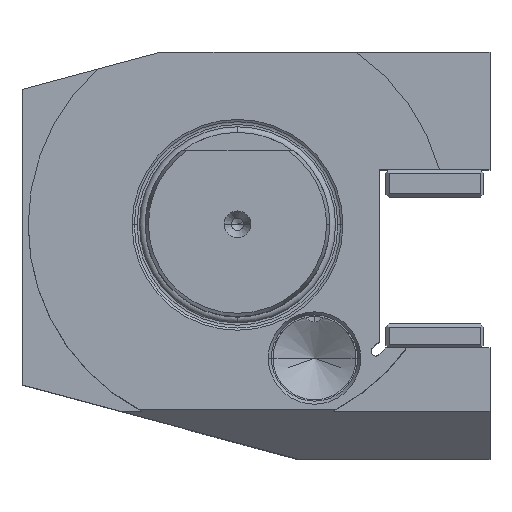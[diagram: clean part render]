
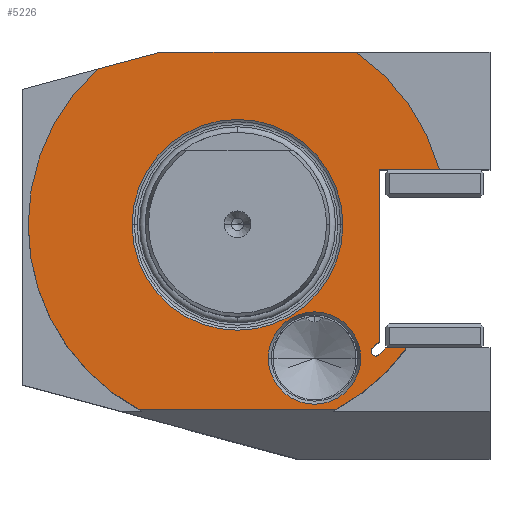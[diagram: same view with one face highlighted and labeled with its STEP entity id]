
A CAD part, top view. The second image highlights one B-rep face of the part: STEP entity #5226.
In plain terms, the highlighted planar face has unit normal (0, 0, 1).
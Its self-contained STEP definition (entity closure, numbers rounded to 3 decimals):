
#316=CARTESIAN_POINT('',(22.434,-20.566,-55));
#317=DIRECTION('',(0,0,-1));
#318=DIRECTION('',(0.707,-0.707,0));
#319=AXIS2_PLACEMENT_3D('',#316,#317,#318);
#321=DIRECTION('',(-0.707,-0.707,0));
#322=VECTOR('',#321,1.55);
#323=CARTESIAN_POINT('',(24.061,-20,-55));
#324=LINE('',#323,#322);
#325=DIRECTION('',(-1,0,0));
#326=VECTOR('',#325,3.435);
#327=CARTESIAN_POINT('',(27.495,-20,-55));
#328=LINE('',#327,#326);
#329=CARTESIAN_POINT('',(0,0,-55));
#330=DIRECTION('',(0,0,1));
#331=DIRECTION('',(0.471,-0.882,0));
#332=AXIS2_PLACEMENT_3D('',#329,#330,#331);
#334=CARTESIAN_POINT('',(0,0,-55));
#335=DIRECTION('',(0,0,1));
#336=DIRECTION('',(-1,0,0));
#337=AXIS2_PLACEMENT_3D('',#334,#335,#336);
#339=CARTESIAN_POINT('',(0,0,-55));
#340=DIRECTION('',(0,0,1));
#341=DIRECTION('',(-0.668,0.744,0));
#342=AXIS2_PLACEMENT_3D('',#339,#340,#341);
#344=DIRECTION('',(-0.966,-0.259,0));
#345=VECTOR('',#344,10.475);
#346=CARTESIAN_POINT('',(-12.608,28,-55));
#347=LINE('',#346,#345);
#348=DIRECTION('',(-1,0,0));
#349=VECTOR('',#348,31.895);
#350=CARTESIAN_POINT('',(19.287,28,-55));
#351=LINE('',#350,#349);
#352=CARTESIAN_POINT('',(0,0,-55));
#353=DIRECTION('',(0,0,1));
#354=DIRECTION('',(0.964,0.265,0));
#355=AXIS2_PLACEMENT_3D('',#352,#353,#354);
#357=DIRECTION('',(1,0,0));
#358=VECTOR('',#357,9.787);
#359=CARTESIAN_POINT('',(23,9,-55));
#360=LINE('',#359,#358);
#361=DIRECTION('',(0,1,0));
#362=VECTOR('',#361,27.939);
#363=CARTESIAN_POINT('',(23,-18.939,-55));
#364=LINE('',#363,#362);
#365=DIRECTION('',(0.707,0.707,0));
#366=VECTOR('',#365,1.55);
#367=CARTESIAN_POINT('',(21.904,-20.035,-55));
#368=LINE('',#367,#366);
#369=CARTESIAN_POINT('',(22.434,-20.566,-55));
#370=DIRECTION('',(0,0,-1));
#371=DIRECTION('',(-1,0,0));
#372=AXIS2_PLACEMENT_3D('',#369,#370,#371);
#374=CARTESIAN_POINT('',(12.5,-21.628,-55));
#375=DIRECTION('',(0,0,-1));
#376=DIRECTION('',(-1,0,0));
#377=AXIS2_PLACEMENT_3D('',#374,#375,#376);
#379=CARTESIAN_POINT('',(12.5,-21.628,-55));
#380=DIRECTION('',(0,0,-1));
#381=DIRECTION('',(1,0,0));
#382=AXIS2_PLACEMENT_3D('',#379,#380,#381);
#384=CARTESIAN_POINT('',(0,0,-55));
#385=DIRECTION('',(0,0,-1));
#386=DIRECTION('',(-1,0,0));
#387=AXIS2_PLACEMENT_3D('',#384,#385,#386);
#389=CARTESIAN_POINT('',(0,0,-55));
#390=DIRECTION('',(0,0,-1));
#391=DIRECTION('',(1,0,0));
#392=AXIS2_PLACEMENT_3D('',#389,#390,#391);
#486=DIRECTION('',(-1,0,0));
#487=VECTOR('',#486,32);
#488=CARTESIAN_POINT('',(16,-30,-55));
#489=LINE('',#488,#487);
#493=CARTESIAN_POINT('',(16,-30,-55));
#4347=CARTESIAN_POINT('',(-22.726,25.289,-55));
#4348=CARTESIAN_POINT('',(-34,0,-55));
#4349=VERTEX_POINT('',#4347);
#4350=VERTEX_POINT('',#4348);
#4351=CARTESIAN_POINT('',(-16,-30,-55));
#4352=VERTEX_POINT('',#4351);
#4371=CARTESIAN_POINT('',(-12.608,28,-55));
#4372=VERTEX_POINT('',#4371);
#4382=VERTEX_POINT('',#493);
#4387=CARTESIAN_POINT('',(24.061,-20,-55));
#4388=CARTESIAN_POINT('',(22.965,-21.096,-55));
#4389=VERTEX_POINT('',#4387);
#4390=VERTEX_POINT('',#4388);
#4427=CARTESIAN_POINT('',(27.495,-20,-55));
#4428=VERTEX_POINT('',#4427);
#4437=CARTESIAN_POINT('',(32.787,9,-55));
#4438=CARTESIAN_POINT('',(19.287,28,-55));
#4439=VERTEX_POINT('',#4437);
#4440=VERTEX_POINT('',#4438);
#4467=CARTESIAN_POINT('',(-17.121,0,-55));
#4468=CARTESIAN_POINT('',(17.121,0,-55));
#4469=VERTEX_POINT('',#4467);
#4470=VERTEX_POINT('',#4468);
#4481=CARTESIAN_POINT('',(23,9,-55));
#4482=VERTEX_POINT('',#4481);
#4499=CARTESIAN_POINT('',(23,-18.939,-55));
#4501=VERTEX_POINT('',#4499);
#4711=CARTESIAN_POINT('',(5,-21.628,-55));
#4712=VERTEX_POINT('',#4711);
#4713=CARTESIAN_POINT('',(20,-21.628,-55));
#4714=VERTEX_POINT('',#4713);
#4715=CARTESIAN_POINT('',(21.684,-20.566,-55));
#4716=VERTEX_POINT('',#4715);
#4717=CARTESIAN_POINT('',(21.904,-20.035,-55));
#4718=VERTEX_POINT('',#4717);
#5184=CARTESIAN_POINT('',(0,17.121,-55));
#5185=DIRECTION('',(0,0,-1));
#5186=DIRECTION('',(-1,0,0));
#5187=AXIS2_PLACEMENT_3D('',#5184,#5185,#5186);
#5188=PLANE('',#5187);
#5190=ORIENTED_EDGE('',*,*,#5189,.F.);
#5192=ORIENTED_EDGE('',*,*,#5191,.F.);
#5194=ORIENTED_EDGE('',*,*,#5193,.F.);
#5196=ORIENTED_EDGE('',*,*,#5195,.F.);
#5198=ORIENTED_EDGE('',*,*,#5197,.T.);
#5200=ORIENTED_EDGE('',*,*,#5199,.F.);
#5202=ORIENTED_EDGE('',*,*,#5201,.F.);
#5204=ORIENTED_EDGE('',*,*,#5203,.F.);
#5205=ORIENTED_EDGE('',*,*,#5031,.F.);
#5207=ORIENTED_EDGE('',*,*,#5206,.F.);
#5208=ORIENTED_EDGE('',*,*,#5103,.F.);
#5209=ORIENTED_EDGE('',*,*,#5131,.F.);
#5210=ORIENTED_EDGE('',*,*,#5161,.F.);
#5211=ORIENTED_EDGE('',*,*,#5174,.F.);
#5212=EDGE_LOOP('',(#5190,#5192,#5194,#5196,#5198,#5200,#5202,#5204,#5205,#5207,
#5208,#5209,#5210,#5211));
#5213=FACE_OUTER_BOUND('',#5212,.F.);
#5215=ORIENTED_EDGE('',*,*,#5214,.F.);
#5217=ORIENTED_EDGE('',*,*,#5216,.F.);
#5218=EDGE_LOOP('',(#5215,#5217));
#5219=FACE_BOUND('',#5218,.F.);
#5221=ORIENTED_EDGE('',*,*,#5220,.F.);
#5223=ORIENTED_EDGE('',*,*,#5222,.F.);
#5224=EDGE_LOOP('',(#5221,#5223));
#5225=FACE_BOUND('',#5224,.F.);
#5226=ADVANCED_FACE('',(#5213,#5219,#5225),#5188,.F.);
#320=CIRCLE('',#319,0.75);
#333=CIRCLE('',#332,34);
#338=CIRCLE('',#337,34);
#343=CIRCLE('',#342,34);
#356=CIRCLE('',#355,34);
#373=CIRCLE('',#372,0.75);
#378=CIRCLE('',#377,7.5);
#383=CIRCLE('',#382,7.5);
#388=CIRCLE('',#387,17.121);
#393=CIRCLE('',#392,17.121);
#5031=EDGE_CURVE('',#4440,#4372,#351,.T.);
#5103=EDGE_CURVE('',#4482,#4439,#360,.T.);
#5131=EDGE_CURVE('',#4501,#4482,#364,.T.);
#5161=EDGE_CURVE('',#4718,#4501,#368,.T.);
#5174=EDGE_CURVE('',#4716,#4718,#373,.T.);
#5189=EDGE_CURVE('',#4390,#4716,#320,.T.);
#5191=EDGE_CURVE('',#4389,#4390,#324,.T.);
#5193=EDGE_CURVE('',#4428,#4389,#328,.T.);
#5195=EDGE_CURVE('',#4382,#4428,#333,.T.);
#5197=EDGE_CURVE('',#4382,#4352,#489,.T.);
#5199=EDGE_CURVE('',#4350,#4352,#338,.T.);
#5201=EDGE_CURVE('',#4349,#4350,#343,.T.);
#5203=EDGE_CURVE('',#4372,#4349,#347,.T.);
#5206=EDGE_CURVE('',#4439,#4440,#356,.T.);
#5214=EDGE_CURVE('',#4712,#4714,#378,.T.);
#5216=EDGE_CURVE('',#4714,#4712,#383,.T.);
#5220=EDGE_CURVE('',#4469,#4470,#388,.T.);
#5222=EDGE_CURVE('',#4470,#4469,#393,.T.);
